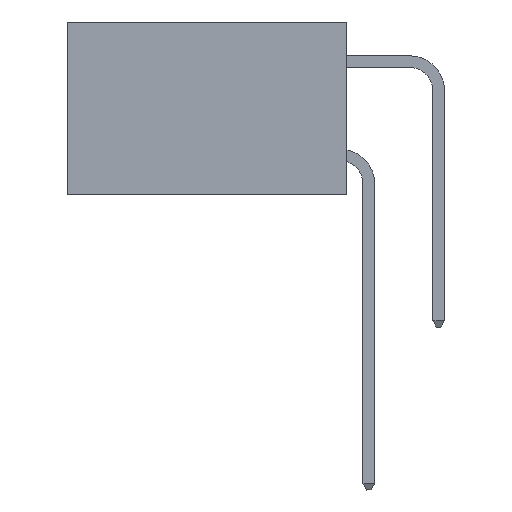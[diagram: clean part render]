
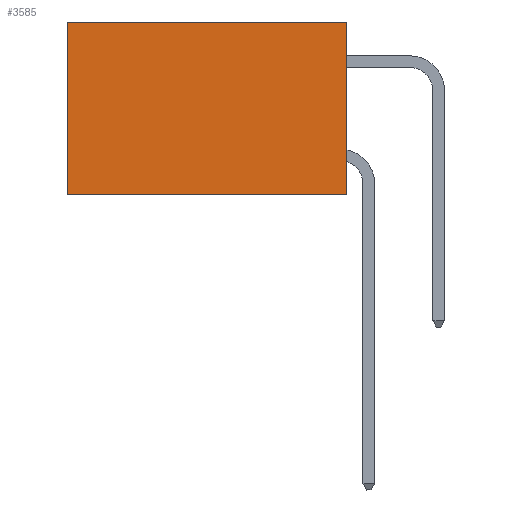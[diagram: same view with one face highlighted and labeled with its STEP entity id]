
A CAD part, left-side view. The second image highlights one B-rep face of the part: STEP entity #3585.
In plain terms, the highlighted planar face has unit normal (-1, 0, 0).
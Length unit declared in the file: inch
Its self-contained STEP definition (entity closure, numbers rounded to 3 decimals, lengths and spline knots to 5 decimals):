
#1213 = CARTESIAN_POINT ( 'NONE',  ( 0.2875, 0., 0. ) ) ;
#1265 = EDGE_CURVE ( 'NONE', #8183, #12898, #14043, .T. ) ;
#1601 = AXIS2_PLACEMENT_3D ( 'NONE', #13880, #7448, #7580 ) ;
#2573 = CARTESIAN_POINT ( 'NONE',  ( 0.2875, 0., 0. ) ) ;
#2628 = CARTESIAN_POINT ( 'NONE',  ( 0.2875, 0.6, 0. ) ) ;
#2695 = DIRECTION ( 'NONE',  ( 0., 0., -1. ) ) ;
#2767 = VERTEX_POINT ( 'NONE', #13200 ) ;
#3585 = ADVANCED_FACE ( 'NONE', ( #5671 ), #11733, .F. ) ;
#4205 = LINE ( 'NONE', #12703, #12952 ) ;
#4668 = EDGE_CURVE ( 'NONE', #12898, #2767, #6997, .T. ) ;
#4929 = EDGE_CURVE ( 'NONE', #8211, #2767, #15322, .T. ) ;
#5671 = FACE_OUTER_BOUND ( 'NONE', #14929, .T. ) ;
#6020 = VECTOR ( 'NONE', #7833, 39.37008 ) ;
#6739 = ORIENTED_EDGE ( 'NONE', *, *, #4668, .F. ) ;
#6997 = LINE ( 'NONE', #9664, #9833 ) ;
#7448 = DIRECTION ( 'NONE',  ( 1., 0., 0. ) ) ;
#7580 = DIRECTION ( 'NONE',  ( 0., 0., -1. ) ) ;
#7833 = DIRECTION ( 'NONE',  ( 0., 0., -1. ) ) ;
#7849 = CARTESIAN_POINT ( 'NONE',  ( 0.2875, 0.6, 0. ) ) ;
#8031 = ORIENTED_EDGE ( 'NONE', *, *, #4929, .T. ) ;
#8183 = VERTEX_POINT ( 'NONE', #2573 ) ;
#8211 = VERTEX_POINT ( 'NONE', #2628 ) ;
#8673 = ORIENTED_EDGE ( 'NONE', *, *, #1265, .F. ) ;
#9635 = DIRECTION ( 'NONE',  ( 0., 1., 0. ) ) ;
#9664 = CARTESIAN_POINT ( 'NONE',  ( 0.2875, 0., -0.37 ) ) ;
#9833 = VECTOR ( 'NONE', #9635, 39.37008 ) ;
#10467 = DIRECTION ( 'NONE',  ( 0., 1., 0. ) ) ;
#10505 = ORIENTED_EDGE ( 'NONE', *, *, #12302, .T. ) ;
#11060 = VECTOR ( 'NONE', #2695, 39.37008 ) ;
#11733 = PLANE ( 'NONE',  #1601 ) ;
#12302 = EDGE_CURVE ( 'NONE', #8183, #8211, #4205, .T. ) ;
#12684 = CARTESIAN_POINT ( 'NONE',  ( 0.2875, 0., -0.37 ) ) ;
#12703 = CARTESIAN_POINT ( 'NONE',  ( 0.2875, 0., 0. ) ) ;
#12898 = VERTEX_POINT ( 'NONE', #12684 ) ;
#12952 = VECTOR ( 'NONE', #10467, 39.37008 ) ;
#13200 = CARTESIAN_POINT ( 'NONE',  ( 0.2875, 0.6, -0.37 ) ) ;
#13880 = CARTESIAN_POINT ( 'NONE',  ( 0.2875, 0., 0. ) ) ;
#14043 = LINE ( 'NONE', #1213, #11060 ) ;
#14929 = EDGE_LOOP ( 'NONE', ( #8031, #6739, #8673, #10505 ) ) ;
#15322 = LINE ( 'NONE', #7849, #6020 ) ;
